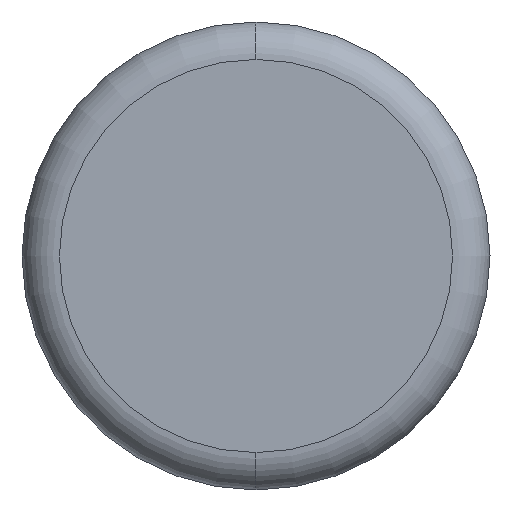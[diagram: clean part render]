
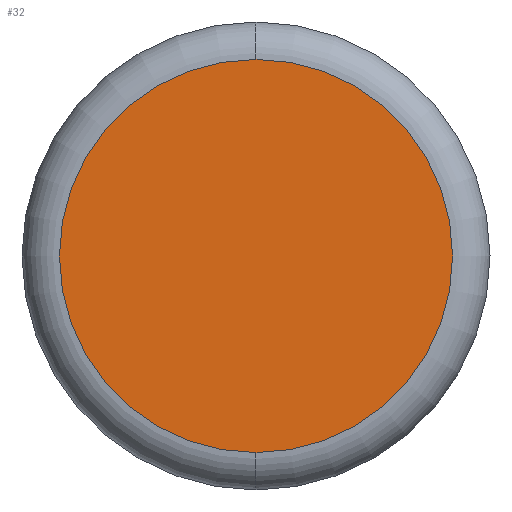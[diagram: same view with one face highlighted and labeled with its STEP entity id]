
A CAD part, front view. The second image highlights one B-rep face of the part: STEP entity #32.
In plain terms, the highlighted planar face has unit normal (0, -1, 0).
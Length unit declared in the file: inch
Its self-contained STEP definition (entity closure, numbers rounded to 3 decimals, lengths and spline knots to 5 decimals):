
#32 = ADVANCED_FACE ( 'NONE', ( #125 ), #238, .T. ) ;
#96 = AXIS2_PLACEMENT_3D ( 'NONE', #131, #437, #513 ) ;
#106 = VERTEX_POINT ( 'NONE', #240 ) ;
#125 = FACE_OUTER_BOUND ( 'NONE', #407, .T. ) ;
#126 = CARTESIAN_POINT ( 'NONE',  ( 0., 0., 0. ) ) ;
#131 = CARTESIAN_POINT ( 'NONE',  ( 0., 0., 0. ) ) ;
#139 = ORIENTED_EDGE ( 'NONE', *, *, #424, .T. ) ;
#147 = AXIS2_PLACEMENT_3D ( 'NONE', #166, #434, #436 ) ;
#166 = CARTESIAN_POINT ( 'NONE',  ( 0., 0., 0. ) ) ;
#238 = PLANE ( 'NONE',  #147 ) ;
#240 = CARTESIAN_POINT ( 'NONE',  ( 0., 0., -0.0525 ) ) ;
#302 = VERTEX_POINT ( 'NONE', #417 ) ;
#387 = DIRECTION ( 'NONE',  ( 0., 0., -1. ) ) ;
#407 = EDGE_LOOP ( 'NONE', ( #139, #411 ) ) ;
#411 = ORIENTED_EDGE ( 'NONE', *, *, #471, .T. ) ;
#417 = CARTESIAN_POINT ( 'NONE',  ( 0., 0., 0.0525 ) ) ;
#424 = EDGE_CURVE ( 'NONE', #106, #302, #481, .T. ) ;
#431 = CIRCLE ( 'NONE', #96, 0.0525 ) ;
#434 = DIRECTION ( 'NONE',  ( 0., -1., 0. ) ) ;
#436 = DIRECTION ( 'NONE',  ( 0., 0., -1. ) ) ;
#437 = DIRECTION ( 'NONE',  ( 0., -1., 0. ) ) ;
#471 = EDGE_CURVE ( 'NONE', #302, #106, #431, .T. ) ;
#481 = CIRCLE ( 'NONE', #523, 0.0525 ) ;
#513 = DIRECTION ( 'NONE',  ( 0., 0., -1. ) ) ;
#518 = DIRECTION ( 'NONE',  ( 0., -1., 0. ) ) ;
#523 = AXIS2_PLACEMENT_3D ( 'NONE', #126, #518, #387 ) ;
